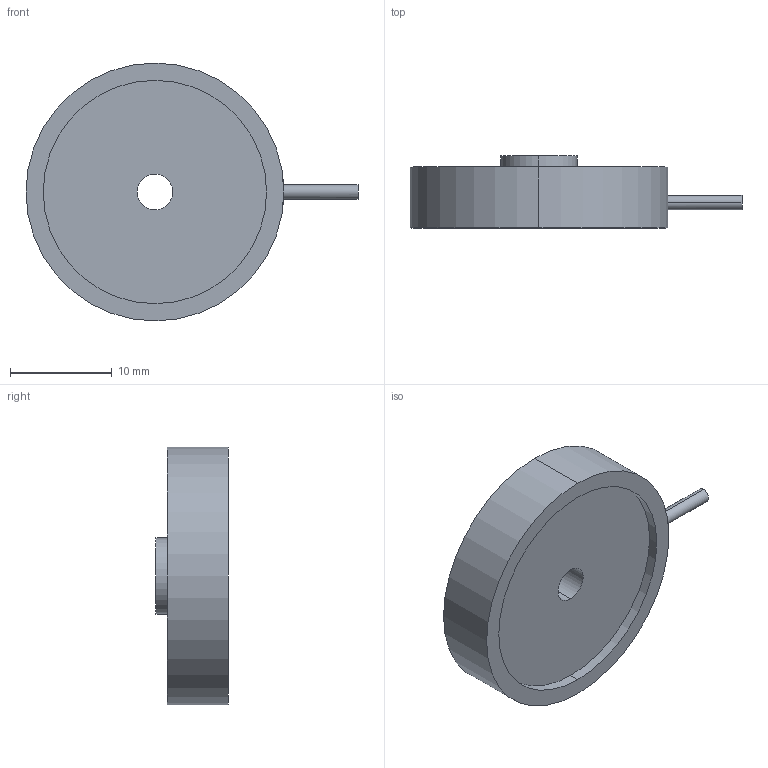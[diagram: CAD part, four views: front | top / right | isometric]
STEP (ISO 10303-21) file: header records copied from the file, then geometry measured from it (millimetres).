
FILE_DESCRIPTION (( 'STEP AP203' ), '1' );
FILE_NAME ('50-100N.STEP', '2025-10-03T22:38:54', ( '' ), ( '' ), 'SwSTEP 2.0', 'SolidWorks 2024', '' );
FILE_SCHEMA (( 'CONFIG_CONTROL_DESIGN' ));
Length unit declared in the file: millimetre
Products named in the file (1): 50-100N
Bounding box: 32.7 x 7.1 x 25.4 mm (x, y, z)
Volume: 2427.9 mm3; surface area: 1702.5 mm2
Topology: 1 solids, 1 shells, 23 faces, 46 edges, 28 vertices
Faces by surface type: cylinder 10, plane 5, cone 4, torus 4
Entity records: 709 total; most frequent: CARTESIAN_POINT 124, DIRECTION 122, ORIENTED_EDGE 92, AXIS2_PLACEMENT_3D 54, EDGE_CURVE 46, CIRCLE 30, VERTEX_POINT 28, EDGE_LOOP 28
